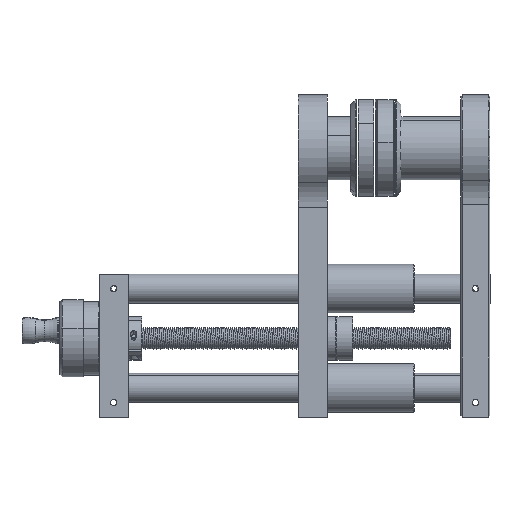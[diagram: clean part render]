
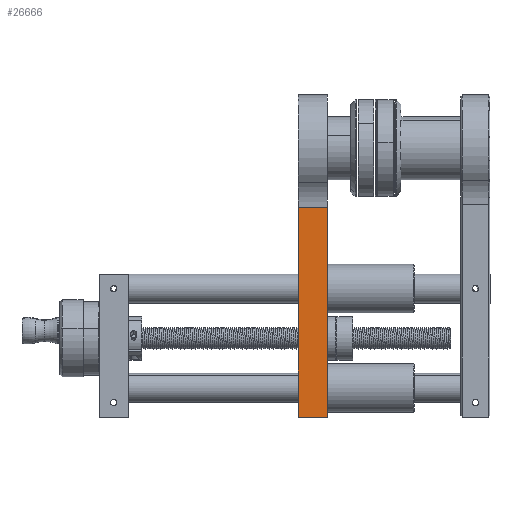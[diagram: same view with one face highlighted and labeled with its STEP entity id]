
A CAD part, left-side view. The second image highlights one B-rep face of the part: STEP entity #26666.
In plain terms, the highlighted planar face has unit normal (-1, 0, 0).
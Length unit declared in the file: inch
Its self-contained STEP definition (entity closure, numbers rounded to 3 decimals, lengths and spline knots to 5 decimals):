
#1707 = AXIS2_PLACEMENT_3D ( 'NONE', #9501, #9688, #9689 ) ;
#8342 = ORIENTED_EDGE ( 'NONE', *, *, #29461, .T. ) ;
#8344 = ORIENTED_EDGE ( 'NONE', *, *, #29460, .T. ) ;
#8346 = ORIENTED_EDGE ( 'NONE', *, *, #29451, .F. ) ;
#8349 = ORIENTED_EDGE ( 'NONE', *, *, #29458, .F. ) ;
#9501 = CARTESIAN_POINT ( 'NONE',  ( -0.815, 4.2, -1.10743 ) ) ;
#9675 = PLANE ( 'NONE',  #1707 ) ;
#9688 = DIRECTION ( 'NONE',  ( -1., 0., 0. ) ) ;
#9689 = DIRECTION ( 'NONE',  ( 0., 0., 1. ) ) ;
#24166 = CARTESIAN_POINT ( 'NONE',  ( -0.815, 4.95, -1.10743 ) ) ;
#24167 = DIRECTION ( 'NONE',  ( 0., 0., 1. ) ) ;
#24179 = CARTESIAN_POINT ( 'NONE',  ( -0.815, 4.2, -1.10743 ) ) ;
#24183 = CARTESIAN_POINT ( 'NONE',  ( -0.815, 4.2, -6.94 ) ) ;
#24184 = DIRECTION ( 'NONE',  ( 0., 1., 0. ) ) ;
#24188 = CARTESIAN_POINT ( 'NONE',  ( -0.815, 4.95, -1.5318 ) ) ;
#24189 = DIRECTION ( 'NONE',  ( 0., 1., 0. ) ) ;
#24191 = DIRECTION ( 'NONE',  ( 0., 0., 1. ) ) ;
#24660 = LINE ( 'NONE', #24166, #24662 ) ;
#24662 = VECTOR ( 'NONE', #24167, 39.37008 ) ;
#24667 = VECTOR ( 'NONE', #24189, 39.37008 ) ;
#24674 = LINE ( 'NONE', #24188, #24667 ) ;
#24677 = LINE ( 'NONE', #24183, #24678 ) ;
#24678 = VECTOR ( 'NONE', #24184, 39.37008 ) ;
#24680 = LINE ( 'NONE', #24179, #24682 ) ;
#24682 = VECTOR ( 'NONE', #24191, 39.37008 ) ;
#25808 = CARTESIAN_POINT ( 'NONE',  ( -0.815, 4.2, -1.5318 ) ) ;
#25809 = CARTESIAN_POINT ( 'NONE',  ( -0.815, 4.2, -6.94 ) ) ;
#25811 = CARTESIAN_POINT ( 'NONE',  ( -0.815, 4.95, -1.5318 ) ) ;
#25826 = CARTESIAN_POINT ( 'NONE',  ( -0.815, 4.95, -6.94 ) ) ;
#26666 = ADVANCED_FACE ( 'NONE', ( #30611 ), #9675, .T. ) ;
#29451 = EDGE_CURVE ( 'NONE', #43991, #43941, #24660, .T. ) ;
#29458 = EDGE_CURVE ( 'NONE', #43934, #43991, #24677, .T. ) ;
#29460 = EDGE_CURVE ( 'NONE', #43932, #43941, #24674, .T. ) ;
#29461 = EDGE_CURVE ( 'NONE', #43934, #43932, #24680, .T. ) ;
#30611 = FACE_OUTER_BOUND ( 'NONE', #37256, .T. ) ;
#37256 = EDGE_LOOP ( 'NONE', ( #8342, #8344, #8346, #8349 ) ) ;
#43932 = VERTEX_POINT ( 'NONE', #25808 ) ;
#43934 = VERTEX_POINT ( 'NONE', #25809 ) ;
#43941 = VERTEX_POINT ( 'NONE', #25811 ) ;
#43991 = VERTEX_POINT ( 'NONE', #25826 ) ;
